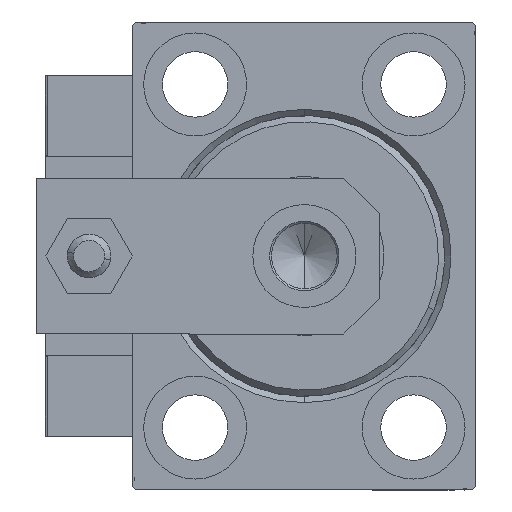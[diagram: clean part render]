
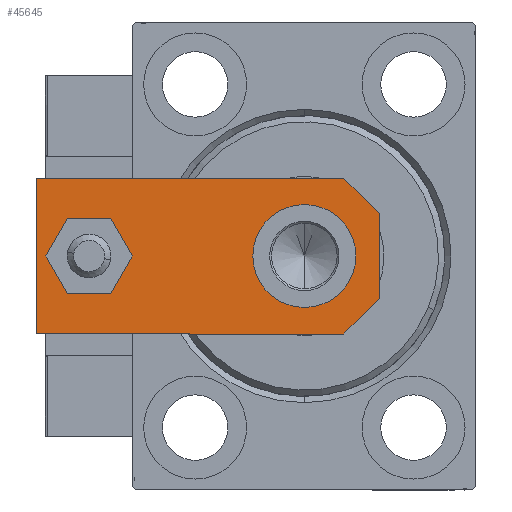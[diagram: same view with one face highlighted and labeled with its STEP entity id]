
A CAD part, left-side view. The second image highlights one B-rep face of the part: STEP entity #45645.
In plain terms, the highlighted face is planar.
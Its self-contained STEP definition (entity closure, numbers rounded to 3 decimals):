
#618 = DIRECTION ( 'NONE',  ( 1., 0., 0. ) ) ;
#856 = DIRECTION ( 'NONE',  ( 0., 0., 1. ) ) ;
#1366 = LINE ( 'NONE', #17353, #33112 ) ;
#2161 = CARTESIAN_POINT ( 'NONE',  ( 6.84, 0., 6. ) ) ;
#2527 = CIRCLE ( 'NONE', #22817, 8.25 ) ;
#4626 = ORIENTED_EDGE ( 'NONE', *, *, #25626, .F. ) ;
#4849 = CARTESIAN_POINT ( 'NONE',  ( 4., 46.5, 6. ) ) ;
#5378 = CARTESIAN_POINT ( 'NONE',  ( -8.25, 12., 6. ) ) ;
#6171 = LINE ( 'NONE', #17367, #32145 ) ;
#7184 = EDGE_CURVE ( 'NONE', #9297, #46232, #41574, .T. ) ;
#7200 = CARTESIAN_POINT ( 'NONE',  ( -4., 46.5, 6. ) ) ;
#7621 = DIRECTION ( 'NONE',  ( 0., 0., 1. ) ) ;
#7647 = PLANE ( 'NONE',  #48700 ) ;
#7785 = VECTOR ( 'NONE', #38528, 1000. ) ;
#8067 = VERTEX_POINT ( 'NONE', #37595 ) ;
#8998 = ORIENTED_EDGE ( 'NONE', *, *, #39771, .T. ) ;
#9297 = VERTEX_POINT ( 'NONE', #5378 ) ;
#9459 = VECTOR ( 'NONE', #36290, 1000. ) ;
#10898 = CARTESIAN_POINT ( 'NONE',  ( 12.5, 55., 6. ) ) ;
#11215 = DIRECTION ( 'NONE',  ( 0., 0., 1. ) ) ;
#12735 = VERTEX_POINT ( 'NONE', #7200 ) ;
#13033 = DIRECTION ( 'NONE',  ( 1., 0., 0. ) ) ;
#14493 = ORIENTED_EDGE ( 'NONE', *, *, #46441, .T. ) ;
#15018 = DIRECTION ( 'NONE',  ( 1., 0., 0. ) ) ;
#15793 = VERTEX_POINT ( 'NONE', #23702 ) ;
#17009 = ORIENTED_EDGE ( 'NONE', *, *, #44544, .F. ) ;
#17353 = CARTESIAN_POINT ( 'NONE',  ( -3.42, -3.42, 6. ) ) ;
#17367 = CARTESIAN_POINT ( 'NONE',  ( 12.5, 55., 6. ) ) ;
#17556 = EDGE_CURVE ( 'NONE', #46189, #15793, #39280, .T. ) ;
#17607 = VERTEX_POINT ( 'NONE', #35218 ) ;
#17610 = DIRECTION ( 'NONE',  ( -1., 0., 0. ) ) ;
#18082 = DIRECTION ( 'NONE',  ( 0., 1., 0. ) ) ;
#18097 = AXIS2_PLACEMENT_3D ( 'NONE', #45431, #11215, #48984 ) ;
#18935 = EDGE_CURVE ( 'NONE', #8067, #21029, #25631, .T. ) ;
#19004 = CARTESIAN_POINT ( 'NONE',  ( -12.5, 5.66, 6. ) ) ;
#19084 = FACE_BOUND ( 'NONE', #23166, .T. ) ;
#19907 = EDGE_CURVE ( 'NONE', #28614, #12735, #27305, .T. ) ;
#20351 = ORIENTED_EDGE ( 'NONE', *, *, #19907, .F. ) ;
#20600 = EDGE_CURVE ( 'NONE', #27843, #8067, #6171, .T. ) ;
#20911 = EDGE_LOOP ( 'NONE', ( #46088, #8998, #46588, #35188, #14493, #25020 ) ) ;
#21029 = VERTEX_POINT ( 'NONE', #19004 ) ;
#21395 = CARTESIAN_POINT ( 'NONE',  ( 0., 12., 6. ) ) ;
#22118 = FACE_BOUND ( 'NONE', #50073, .T. ) ;
#22376 = FACE_OUTER_BOUND ( 'NONE', #20911, .T. ) ;
#22817 = AXIS2_PLACEMENT_3D ( 'NONE', #21395, #856, #13033 ) ;
#23128 = CARTESIAN_POINT ( 'NONE',  ( 0., 0., 6. ) ) ;
#23166 = EDGE_LOOP ( 'NONE', ( #4626, #20351 ) ) ;
#23702 = CARTESIAN_POINT ( 'NONE',  ( 12.5, 5.66, 6. ) ) ;
#24648 = CARTESIAN_POINT ( 'NONE',  ( -12.5, 0., 6. ) ) ;
#24707 = DIRECTION ( 'NONE',  ( 0.707, -0.707, 0. ) ) ;
#25020 = ORIENTED_EDGE ( 'NONE', *, *, #20600, .T. ) ;
#25626 = EDGE_CURVE ( 'NONE', #12735, #28614, #37907, .T. ) ;
#25631 = LINE ( 'NONE', #36789, #9459 ) ;
#26688 = DIRECTION ( 'NONE',  ( 0., 0., 1. ) ) ;
#27305 = CIRCLE ( 'NONE', #39466, 4. ) ;
#27843 = VERTEX_POINT ( 'NONE', #10898 ) ;
#28614 = VERTEX_POINT ( 'NONE', #4849 ) ;
#29191 = DIRECTION ( 'NONE',  ( 0., 0., 1. ) ) ;
#29866 = VECTOR ( 'NONE', #47954, 1000. ) ;
#32145 = VECTOR ( 'NONE', #17610, 1000. ) ;
#32214 = AXIS2_PLACEMENT_3D ( 'NONE', #32990, #29191, #618 ) ;
#32489 = LINE ( 'NONE', #24648, #29866 ) ;
#32990 = CARTESIAN_POINT ( 'NONE',  ( 0., 46.5, 6. ) ) ;
#33112 = VECTOR ( 'NONE', #24707, 1000. ) ;
#34878 = EDGE_CURVE ( 'NONE', #17607, #46189, #32489, .T. ) ;
#35088 = CARTESIAN_POINT ( 'NONE',  ( 8.25, 12., 6. ) ) ;
#35188 = ORIENTED_EDGE ( 'NONE', *, *, #17556, .T. ) ;
#35218 = CARTESIAN_POINT ( 'NONE',  ( -6.84, 0., 6. ) ) ;
#36290 = DIRECTION ( 'NONE',  ( 0., -1., 0. ) ) ;
#36789 = CARTESIAN_POINT ( 'NONE',  ( -12.5, 55., 6. ) ) ;
#37595 = CARTESIAN_POINT ( 'NONE',  ( -12.5, 55., 6. ) ) ;
#37907 = CIRCLE ( 'NONE', #32214, 4. ) ;
#38528 = DIRECTION ( 'NONE',  ( 0.707, 0.707, 0. ) ) ;
#39280 = LINE ( 'NONE', #43320, #7785 ) ;
#39466 = AXIS2_PLACEMENT_3D ( 'NONE', #42840, #7621, #49716 ) ;
#39771 = EDGE_CURVE ( 'NONE', #21029, #17607, #1366, .T. ) ;
#40884 = LINE ( 'NONE', #48247, #43068 ) ;
#41574 = CIRCLE ( 'NONE', #18097, 8.25 ) ;
#42840 = CARTESIAN_POINT ( 'NONE',  ( 0., 46.5, 6. ) ) ;
#43068 = VECTOR ( 'NONE', #18082, 1000. ) ;
#43320 = CARTESIAN_POINT ( 'NONE',  ( 3.42, -3.42, 6. ) ) ;
#44544 = EDGE_CURVE ( 'NONE', #46232, #9297, #2527, .T. ) ;
#45431 = CARTESIAN_POINT ( 'NONE',  ( 0., 12., 6. ) ) ;
#45645 = ADVANCED_FACE ( 'NONE', ( #19084, #22376, #22118 ), #7647, .T. ) ;
#46088 = ORIENTED_EDGE ( 'NONE', *, *, #18935, .T. ) ;
#46189 = VERTEX_POINT ( 'NONE', #2161 ) ;
#46232 = VERTEX_POINT ( 'NONE', #35088 ) ;
#46441 = EDGE_CURVE ( 'NONE', #15793, #27843, #40884, .T. ) ;
#46588 = ORIENTED_EDGE ( 'NONE', *, *, #34878, .T. ) ;
#47954 = DIRECTION ( 'NONE',  ( 1., 0., 0. ) ) ;
#47967 = ORIENTED_EDGE ( 'NONE', *, *, #7184, .F. ) ;
#48247 = CARTESIAN_POINT ( 'NONE',  ( 12.5, 0., 6. ) ) ;
#48700 = AXIS2_PLACEMENT_3D ( 'NONE', #23128, #26688, #15018 ) ;
#48984 = DIRECTION ( 'NONE',  ( 1., 0., 0. ) ) ;
#49716 = DIRECTION ( 'NONE',  ( 1., 0., 0. ) ) ;
#50073 = EDGE_LOOP ( 'NONE', ( #47967, #17009 ) ) ;
